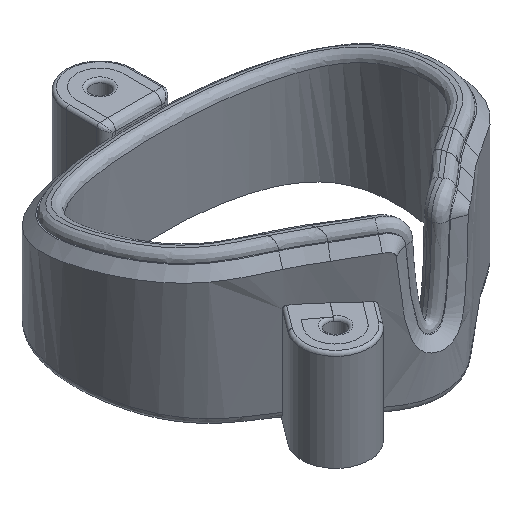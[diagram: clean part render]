
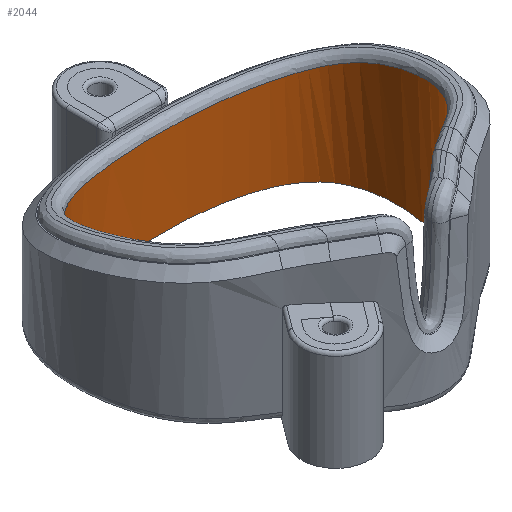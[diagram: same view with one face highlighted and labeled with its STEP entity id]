
A CAD part, isometric view. The second image highlights one B-rep face of the part: STEP entity #2044.
In plain terms, the highlighted free-form (B-spline) face has degree [3, 1] with [23, 2] control points.
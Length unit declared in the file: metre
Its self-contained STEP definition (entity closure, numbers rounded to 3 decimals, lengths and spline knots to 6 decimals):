
#254=B_SPLINE_CURVE_WITH_KNOTS('',3,(#5595,#5596,#5597,#5598,#5599,#5600,
#5601,#5602,#5603,#5604,#5605,#5606,#5607,#5608,#5609,#5610,#5611,#5612,
#5613,#5614,#5615,#5616,#5617,#5618,#5619,#5620,#5621,#5622,#5623),
 .UNSPECIFIED.,.F.,.F.,(4,1,1,1,1,1,1,1,1,1,1,1,1,1,1,1,1,1,1,1,1,1,1,1,
1,1,4),(0.,0.002589,0.005179,0.007768,
0.010357,0.012946,0.015536,0.018125,
0.020714,0.023304,0.025893,0.028482,
0.031072,0.03625,0.041429,0.046607,
0.051786,0.054375,0.056964,0.059554,
0.062143,0.064732,0.067322,0.0725,
0.07509,0.077679,0.082857),.UNSPECIFIED.);
#255=B_SPLINE_CURVE_WITH_KNOTS('',3,(#5627,#5628,#5629,#5630,#5631,#5632,
#5633,#5634,#5635,#5636,#5637,#5638,#5639),.UNSPECIFIED.,.T.,.F.,(1,3,1,
1,1,1,1,1,1,1,1,3,1),(-0.123861,0.,0.123861,0.216091,
0.308321,0.401805,0.5,0.598195,0.691679,
0.783909,0.876139,1.,1.123861),.UNSPECIFIED.);
#719=ORIENTED_EDGE('',*,*,#1140,.F.);
#720=ORIENTED_EDGE('',*,*,#1141,.T.);
#721=ORIENTED_EDGE('',*,*,#1142,.T.);
#722=ORIENTED_EDGE('',*,*,#1143,.F.);
#1140=EDGE_CURVE('',#1373,#1374,#1518,.T.);
#1141=EDGE_CURVE('',#1373,#1375,#254,.T.);
#1142=EDGE_CURVE('',#1375,#1376,#1519,.T.);
#1143=EDGE_CURVE('',#1374,#1376,#255,.T.);
#1373=VERTEX_POINT('',#5593);
#1374=VERTEX_POINT('',#5594);
#1375=VERTEX_POINT('',#5624);
#1376=VERTEX_POINT('',#5626);
#1518=LINE('',#5592,#1631);
#1519=LINE('',#5625,#1632);
#1631=VECTOR('',#2490,1.);
#1632=VECTOR('',#2491,1.);
#1746=EDGE_LOOP('',(#719,#720,#721,#722));
#1878=FACE_BOUND('',#1746,.T.);
#1956=B_SPLINE_SURFACE_WITH_KNOTS('',3,1,((#5546,#5547),(#5548,#5549),(#5550,
#5551),(#5552,#5553),(#5554,#5555),(#5556,#5557),(#5558,#5559),(#5560,#5561),
(#5562,#5563),(#5564,#5565),(#5566,#5567),(#5568,#5569),(#5570,#5571),(#5572,
#5573),(#5574,#5575),(#5576,#5577),(#5578,#5579),(#5580,#5581),(#5582,#5583),
(#5584,#5585),(#5586,#5587),(#5588,#5589),(#5590,#5591)),
 .SURF_OF_LINEAR_EXTRUSION.,.F.,.F.,.F.,(4,1,1,1,1,1,1,1,1,1,1,1,1,1,1,
1,1,1,1,1,4),(2,2),(0.637829,0.6831,0.705736,
0.728371,0.773643,0.818914,0.864186,
0.886821,0.909457,0.954729,1.,
1.045271,1.090543,1.113179,1.135814,1.181086,
1.226357,1.271629,1.294264,1.3169,1.362171),
(0.,1.),.UNSPECIFIED.);
#2044=ADVANCED_FACE('',(#1878),#1956,.T.);
#2490=DIRECTION('',(0.,0.,-1.));
#2491=DIRECTION('',(0.,0.,-1.));
#5546=CARTESIAN_POINT('',(0.01207,-0.009131,0.018169));
#5547=CARTESIAN_POINT('',(0.01207,-0.009131,0.));
#5548=CARTESIAN_POINT('',(0.013365,-0.008291,0.018169));
#5549=CARTESIAN_POINT('',(0.013365,-0.008291,0.));
#5550=CARTESIAN_POINT('',(0.015184,-0.007103,0.018169));
#5551=CARTESIAN_POINT('',(0.015184,-0.007103,0.));
#5552=CARTESIAN_POINT('',(0.016971,-0.004868,0.018169));
#5553=CARTESIAN_POINT('',(0.016971,-0.004868,0.));
#5554=CARTESIAN_POINT('',(0.018299,-0.002181,0.018169));
#5555=CARTESIAN_POINT('',(0.018299,-0.002181,0.));
#5556=CARTESIAN_POINT('',(0.019147,0.001739,0.018169));
#5557=CARTESIAN_POINT('',(0.019147,0.001739,0.));
#5558=CARTESIAN_POINT('',(0.019076,0.00661,0.018169));
#5559=CARTESIAN_POINT('',(0.019076,0.00661,0.));
#5560=CARTESIAN_POINT('',(0.017663,0.010197,0.018169));
#5561=CARTESIAN_POINT('',(0.017663,0.010197,0.));
#5562=CARTESIAN_POINT('',(0.015317,0.012401,0.018169));
#5563=CARTESIAN_POINT('',(0.015317,0.012401,0.));
#5564=CARTESIAN_POINT('',(0.012166,0.014108,0.018169));
#5565=CARTESIAN_POINT('',(0.012166,0.014108,0.));
#5566=CARTESIAN_POINT('',(0.007064,0.015411,0.018169));
#5567=CARTESIAN_POINT('',(0.007064,0.015411,0.));
#5568=CARTESIAN_POINT('',(0.,0.015857,0.018169));
#5569=CARTESIAN_POINT('',(0.,0.015857,0.));
#5570=CARTESIAN_POINT('',(-0.007064,0.015411,0.018169));
#5571=CARTESIAN_POINT('',(-0.007064,0.015411,0.));
#5572=CARTESIAN_POINT('',(-0.012166,0.014108,0.018169));
#5573=CARTESIAN_POINT('',(-0.012166,0.014108,0.));
#5574=CARTESIAN_POINT('',(-0.015317,0.012401,0.018169));
#5575=CARTESIAN_POINT('',(-0.015317,0.012401,0.));
#5576=CARTESIAN_POINT('',(-0.017663,0.010197,0.018169));
#5577=CARTESIAN_POINT('',(-0.017663,0.010197,0.));
#5578=CARTESIAN_POINT('',(-0.019076,0.00661,0.018169));
#5579=CARTESIAN_POINT('',(-0.019076,0.00661,0.));
#5580=CARTESIAN_POINT('',(-0.019147,0.001739,0.018169));
#5581=CARTESIAN_POINT('',(-0.019147,0.001739,0.));
#5582=CARTESIAN_POINT('',(-0.018299,-0.002181,0.018169));
#5583=CARTESIAN_POINT('',(-0.018299,-0.002181,0.));
#5584=CARTESIAN_POINT('',(-0.016971,-0.004868,0.018169));
#5585=CARTESIAN_POINT('',(-0.016971,-0.004868,0.));
#5586=CARTESIAN_POINT('',(-0.015184,-0.007103,0.018169));
#5587=CARTESIAN_POINT('',(-0.015184,-0.007103,0.));
#5588=CARTESIAN_POINT('',(-0.013365,-0.008291,0.018169));
#5589=CARTESIAN_POINT('',(-0.013365,-0.008291,0.));
#5590=CARTESIAN_POINT('',(-0.01207,-0.009131,0.018169));
#5591=CARTESIAN_POINT('',(-0.01207,-0.009131,0.));
#5592=CARTESIAN_POINT('',(0.01207,-0.009131,0.022));
#5593=CARTESIAN_POINT('',(0.01207,-0.009131,0.018061));
#5594=CARTESIAN_POINT('',(0.01207,-0.009131,0.));
#5595=CARTESIAN_POINT('',(0.01207,-0.009131,0.018061));
#5596=CARTESIAN_POINT('',(0.012795,-0.00866,0.017974));
#5597=CARTESIAN_POINT('',(0.014242,-0.007718,0.0178));
#5598=CARTESIAN_POINT('',(0.016184,-0.006023,0.017471));
#5599=CARTESIAN_POINT('',(0.017596,-0.003766,0.01703));
#5600=CARTESIAN_POINT('',(0.018463,-0.001375,0.016562));
#5601=CARTESIAN_POINT('',(0.018955,0.001171,0.016021));
#5602=CARTESIAN_POINT('',(0.019113,0.003702,0.015407));
#5603=CARTESIAN_POINT('',(0.018937,0.006243,0.01469));
#5604=CARTESIAN_POINT('',(0.018285,0.008664,0.013887));
#5605=CARTESIAN_POINT('',(0.017026,0.010848,0.013042));
#5606=CARTESIAN_POINT('',(0.015099,0.012552,0.012364));
#5607=CARTESIAN_POINT('',(0.01277,0.013744,0.011955));
#5608=CARTESIAN_POINT('',(0.009458,0.014841,0.011607));
#5609=CARTESIAN_POINT('',(0.005157,0.015553,0.011405));
#5610=CARTESIAN_POINT('',(-0.000022,0.015788,0.011339));
#5611=CARTESIAN_POINT('',(-0.005257,0.015545,0.011407));
#5612=CARTESIAN_POINT('',(-0.009554,0.014819,0.011613));
#5613=CARTESIAN_POINT('',(-0.012847,0.013712,0.011965));
#5614=CARTESIAN_POINT('',(-0.01516,0.012511,0.012379));
#5615=CARTESIAN_POINT('',(-0.017063,0.0108,0.013062));
#5616=CARTESIAN_POINT('',(-0.018301,0.00862,0.013903));
#5617=CARTESIAN_POINT('',(-0.018942,0.006207,0.014701));
#5618=CARTESIAN_POINT('',(-0.019165,0.002838,0.01565));
#5619=CARTESIAN_POINT('',(-0.018761,-0.000532,0.016397));
#5620=CARTESIAN_POINT('',(-0.017593,-0.003775,0.017031));
#5621=CARTESIAN_POINT('',(-0.015741,-0.006735,0.017611));
#5622=CARTESIAN_POINT('',(-0.01353,-0.008184,0.017886));
#5623=CARTESIAN_POINT('',(-0.01207,-0.009131,0.018061));
#5624=CARTESIAN_POINT('',(-0.01207,-0.009131,0.018061));
#5625=CARTESIAN_POINT('',(-0.01207,-0.009131,0.022));
#5626=CARTESIAN_POINT('',(-0.01207,-0.009131,0.));
#5627=CARTESIAN_POINT('',(0.,0.015708,0.));
#5628=CARTESIAN_POINT('',(-0.006442,0.015708,0.));
#5629=CARTESIAN_POINT('',(-0.01768,0.013766,0.));
#5630=CARTESIAN_POINT('',(-0.019814,0.002858,0.));
#5631=CARTESIAN_POINT('',(-0.017074,-0.006987,0.));
#5632=CARTESIAN_POINT('',(-0.008311,-0.010555,0.));
#5633=CARTESIAN_POINT('',(0.,-0.021227,0.));
#5634=CARTESIAN_POINT('',(0.008311,-0.010555,0.));
#5635=CARTESIAN_POINT('',(0.017074,-0.006987,0.));
#5636=CARTESIAN_POINT('',(0.019814,0.002858,0.));
#5637=CARTESIAN_POINT('',(0.01768,0.013766,0.));
#5638=CARTESIAN_POINT('',(0.006442,0.015708,0.));
#5639=CARTESIAN_POINT('',(0.,0.015708,0.));
